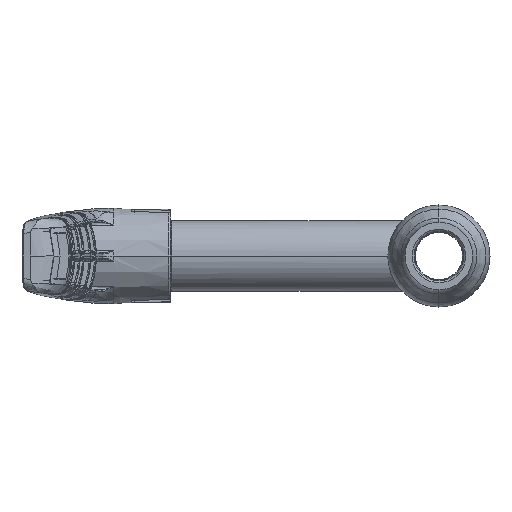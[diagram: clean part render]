
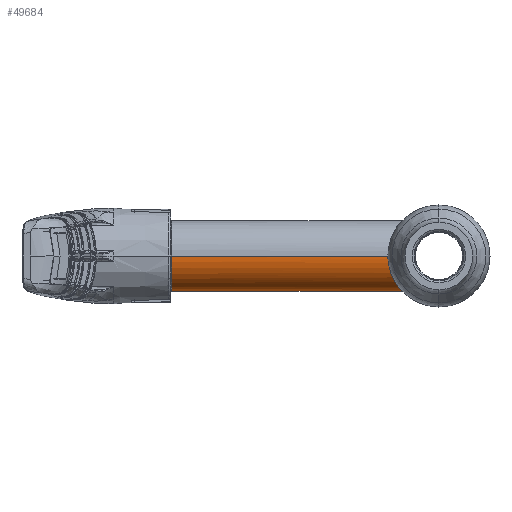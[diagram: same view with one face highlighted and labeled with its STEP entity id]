
A CAD part, left-side view. The second image highlights one B-rep face of the part: STEP entity #49684.
In plain terms, the highlighted cylindrical face has radius 9 mm (diameter 18 mm), a partial arc.
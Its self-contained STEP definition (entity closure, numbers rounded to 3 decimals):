
#3684 = CARTESIAN_POINT ( 'NONE',  ( 7.628, 10.529, 4.785 ) ) ;
#4420 = DIRECTION ( 'NONE',  ( 0., 0., -1. ) ) ;
#5515 = CARTESIAN_POINT ( 'NONE',  ( 0., 13., -9. ) ) ;
#5816 = CARTESIAN_POINT ( 'NONE',  ( 2.985, 12.666, 8.512 ) ) ;
#6126 = CARTESIAN_POINT ( 'NONE',  ( 7.778, 10.418, 4.538 ) ) ;
#6770 = CARTESIAN_POINT ( 'NONE',  ( 0., 0., 9. ) ) ;
#6816 = CARTESIAN_POINT ( 'NONE',  ( 0., 68.019, 0. ) ) ;
#10630 = CARTESIAN_POINT ( 'NONE',  ( 6.793, 11.094, 5.931 ) ) ;
#12084 = CIRCLE ( 'NONE', #52111, 9. ) ;
#12181 = CARTESIAN_POINT ( 'NONE',  ( 8.057, 10.207, -4.053 ) ) ;
#12473 = CARTESIAN_POINT ( 'NONE',  ( 6.781, 11.101, -5.945 ) ) ;
#12611 = VERTEX_POINT ( 'NONE', #64974 ) ;
#13059 = CARTESIAN_POINT ( 'NONE',  ( 4.582, 12.177, -7.768 ) ) ;
#13719 = DIRECTION ( 'NONE',  ( 0., -1., 0. ) ) ;
#14696 = VERTEX_POINT ( 'NONE', #18602 ) ;
#17249 = LINE ( 'NONE', #6770, #43076 ) ;
#17584 = CARTESIAN_POINT ( 'NONE',  ( 8.397, 9.925, -3.252 ) ) ;
#18602 = CARTESIAN_POINT ( 'NONE',  ( 0., 13., -9. ) ) ;
#19711 = CARTESIAN_POINT ( 'NONE',  ( 9., 9.38, 0.61 ) ) ;
#22134 = CARTESIAN_POINT ( 'NONE',  ( 0., 68.019, 9. ) ) ;
#22468 = CYLINDRICAL_SURFACE ( 'NONE', #65809, 9. ) ;
#23055 = CARTESIAN_POINT ( 'NONE',  ( 0.304, 13., 9. ) ) ;
#24294 = ORIENTED_EDGE ( 'NONE', *, *, #30654, .T. ) ;
#25760 = CARTESIAN_POINT ( 'NONE',  ( 2.408, 12.789, -8.693 ) ) ;
#26633 = CARTESIAN_POINT ( 'NONE',  ( 8.874, 9.5, -1.528 ) ) ;
#26904 = CARTESIAN_POINT ( 'NONE',  ( 9., 9.381, -0.315 ) ) ;
#30654 = EDGE_CURVE ( 'NONE', #54436, #14696, #35904, .T. ) ;
#32666 = CARTESIAN_POINT ( 'NONE',  ( 5.31, 11.869, 7.273 ) ) ;
#32760 = DIRECTION ( 'NONE',  ( 0., -1., 0. ) ) ;
#32959 = CARTESIAN_POINT ( 'NONE',  ( 1.216, 12.947, 8.923 ) ) ;
#33842 = CARTESIAN_POINT ( 'NONE',  ( 4.833, 12.071, 7.598 ) ) ;
#35171 = ORIENTED_EDGE ( 'NONE', *, *, #64059, .T. ) ;
#35904 = B_SPLINE_CURVE_WITH_KNOTS ( 'NONE', 3,
 ( #84743, #23055, #74186, #32959, #38030, #75083, #5816, #67600, #81420, #60396, #33842, #32666, #74476, #51899, #80822, #10630, #88637, #3684, #6126, #68180, #39886, #60692, #39588, #60983, #54035, #53454, #19711, #26904, #87761, #58847, #26633, #74776, #81715, #40481, #17584, #12181, #61278, #47397, #12473, #54327, #86202, #13059, #44981, #65750, #25760, #46808, #46520, #5515 ),
 .UNSPECIFIED., .F., .F.,
 ( 4, 2, 2, 2, 2, 2, 2, 2, 2, 2, 2, 2, 2, 2, 2, 2, 2, 2, 2, 2, 2, 2, 2, 4 ),
 ( 0.029, 0.03, 0.031, 0.033, 0.034, 0.035, 0.036, 0.036, 0.038, 0.039, 0.04, 0.041, 0.042, 0.044, 0.045, 0.046, 0.047, 0.047, 0.049, 0.051, 0.053, 0.055, 0.057, 0.058 ),
 .UNSPECIFIED. ) ;
#38030 = CARTESIAN_POINT ( 'NONE',  ( 1.521, 12.914, 8.876 ) ) ;
#39588 = CARTESIAN_POINT ( 'NONE',  ( 8.504, 9.833, 2.961 ) ) ;
#39886 = CARTESIAN_POINT ( 'NONE',  ( 8.177, 10.107, 3.77 ) ) ;
#40481 = CARTESIAN_POINT ( 'NONE',  ( 8.498, 9.838, -2.978 ) ) ;
#43076 = VECTOR ( 'NONE', #13719, 1000. ) ;
#43431 = EDGE_LOOP ( 'NONE', ( #35171, #60004, #24294, #76891 ) ) ;
#44981 = CARTESIAN_POINT ( 'NONE',  ( 4.075, 12.358, -8.046 ) ) ;
#46520 = CARTESIAN_POINT ( 'NONE',  ( 0.617, 13., -9. ) ) ;
#46808 = CARTESIAN_POINT ( 'NONE',  ( 1.224, 12.956, -8.937 ) ) ;
#47077 = VECTOR ( 'NONE', #53438, 1000. ) ;
#47397 = CARTESIAN_POINT ( 'NONE',  ( 7.141, 10.87, -5.508 ) ) ;
#49684 = ADVANCED_FACE ( 'NONE', ( #50442 ), #22468, .T. ) ;
#50160 = DIRECTION ( 'NONE',  ( 0., 0., -1. ) ) ;
#50442 = FACE_OUTER_BOUND ( 'NONE', #43431, .T. ) ;
#51899 = CARTESIAN_POINT ( 'NONE',  ( 5.981, 11.545, 6.731 ) ) ;
#52111 = AXIS2_PLACEMENT_3D ( 'NONE', #6816, #61978, #50160 ) ;
#52297 = VERTEX_POINT ( 'NONE', #22134 ) ;
#53438 = DIRECTION ( 'NONE',  ( 0., -1., 0. ) ) ;
#53454 = CARTESIAN_POINT ( 'NONE',  ( 8.938, 9.441, 1.214 ) ) ;
#54035 = CARTESIAN_POINT ( 'NONE',  ( 8.756, 9.609, 2.103 ) ) ;
#54327 = CARTESIAN_POINT ( 'NONE',  ( 5.98, 11.552, -6.75 ) ) ;
#54436 = VERTEX_POINT ( 'NONE', #64251 ) ;
#58847 = CARTESIAN_POINT ( 'NONE',  ( 8.921, 9.456, -1.229 ) ) ;
#60004 = ORIENTED_EDGE ( 'NONE', *, *, #68209, .T. ) ;
#60396 = CARTESIAN_POINT ( 'NONE',  ( 4.586, 12.167, 7.749 ) ) ;
#60692 = CARTESIAN_POINT ( 'NONE',  ( 8.403, 9.92, 3.235 ) ) ;
#60983 = CARTESIAN_POINT ( 'NONE',  ( 8.68, 9.678, 2.396 ) ) ;
#61278 = CARTESIAN_POINT ( 'NONE',  ( 7.782, 10.421, -4.557 ) ) ;
#61978 = DIRECTION ( 'NONE',  ( 0., -1., 0. ) ) ;
#64059 = EDGE_CURVE ( 'NONE', #12611, #52297, #12084, .T. ) ;
#64251 = CARTESIAN_POINT ( 'NONE',  ( 0., 13., 9. ) ) ;
#64974 = CARTESIAN_POINT ( 'NONE',  ( 0., 68.019, -9. ) ) ;
#65750 = CARTESIAN_POINT ( 'NONE',  ( 2.992, 12.664, -8.509 ) ) ;
#65809 = AXIS2_PLACEMENT_3D ( 'NONE', #80615, #32760, #4420 ) ;
#66526 = LINE ( 'NONE', #73859, #47077 ) ;
#67600 = CARTESIAN_POINT ( 'NONE',  ( 3.806, 12.434, 8.161 ) ) ;
#68180 = CARTESIAN_POINT ( 'NONE',  ( 8.052, 10.207, 4.03 ) ) ;
#68209 = EDGE_CURVE ( 'NONE', #52297, #54436, #17249, .T. ) ;
#72821 = EDGE_CURVE ( 'NONE', #12611, #14696, #66526, .T. ) ;
#73859 = CARTESIAN_POINT ( 'NONE',  ( 0., 0., -9. ) ) ;
#74186 = CARTESIAN_POINT ( 'NONE',  ( 0.608, 12.989, 8.985 ) ) ;
#74476 = CARTESIAN_POINT ( 'NONE',  ( 5.539, 11.764, 7.099 ) ) ;
#74776 = CARTESIAN_POINT ( 'NONE',  ( 8.752, 9.613, -2.118 ) ) ;
#75083 = CARTESIAN_POINT ( 'NONE',  ( 2.414, 12.788, 8.691 ) ) ;
#76891 = ORIENTED_EDGE ( 'NONE', *, *, #72821, .F. ) ;
#80615 = CARTESIAN_POINT ( 'NONE',  ( 0., 0., 0. ) ) ;
#80822 = CARTESIAN_POINT ( 'NONE',  ( 6.193, 11.433, 6.537 ) ) ;
#81420 = CARTESIAN_POINT ( 'NONE',  ( 4.073, 12.348, 8.031 ) ) ;
#81715 = CARTESIAN_POINT ( 'NONE',  ( 8.676, 9.682, -2.411 ) ) ;
#84743 = CARTESIAN_POINT ( 'NONE',  ( 0., 13., 9. ) ) ;
#86202 = CARTESIAN_POINT ( 'NONE',  ( 5.534, 11.775, -7.121 ) ) ;
#87761 = CARTESIAN_POINT ( 'NONE',  ( 8.983, 9.397, -0.624 ) ) ;
#88637 = CARTESIAN_POINT ( 'NONE',  ( 7.151, 10.864, 5.495 ) ) ;
